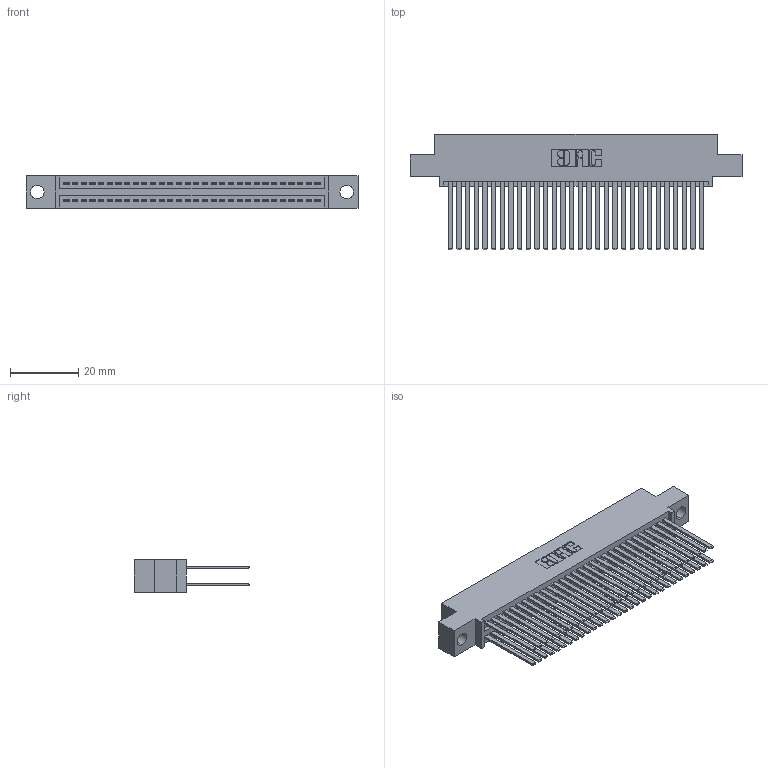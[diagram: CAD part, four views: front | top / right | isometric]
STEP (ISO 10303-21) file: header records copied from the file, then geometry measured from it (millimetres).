
FILE_DESCRIPTION (( 'STEP AP203' ), '1' );
FILE_NAME ('345-060-544-504.STEP', '2021-05-20T05:41:34', ( '' ), ( '' ), 'SwSTEP 2.0', 'SolidWorks 2020', '' );
FILE_SCHEMA (( 'CONFIG_CONTROL_DESIGN' ));
Length unit declared in the file: inch
Products named in the file (3): 345-060-544-504; 345 Part_0.110 Offset - 0.156 Dia-TI; 345-292-001_345-293-144
Assembly tree (61 placements, depth 2):
  345-060-544-504
    345 Part_0.110 Offset - 0.156 Dia-TI
    345-292-001_345-293-144  x60
Bounding box: 97.41 x 33.96 x 9.4 mm (x, y, z)
Volume: 10012.8 mm3; surface area: 16977.8 mm2
Topology: 61 solids, 61 shells, 2784 faces, 8249 edges, 5418 vertices
Faces by surface type: plane 1838, cylinder 946
Entity records: 25521 total; most frequent: CARTESIAN_POINT 4294, ORIENTED_EDGE 4226, DIRECTION 3797, EDGE_CURVE 2113, LINE 1865, VECTOR 1865, VERTEX_POINT 1406, AXIS2_PLACEMENT_3D 966
